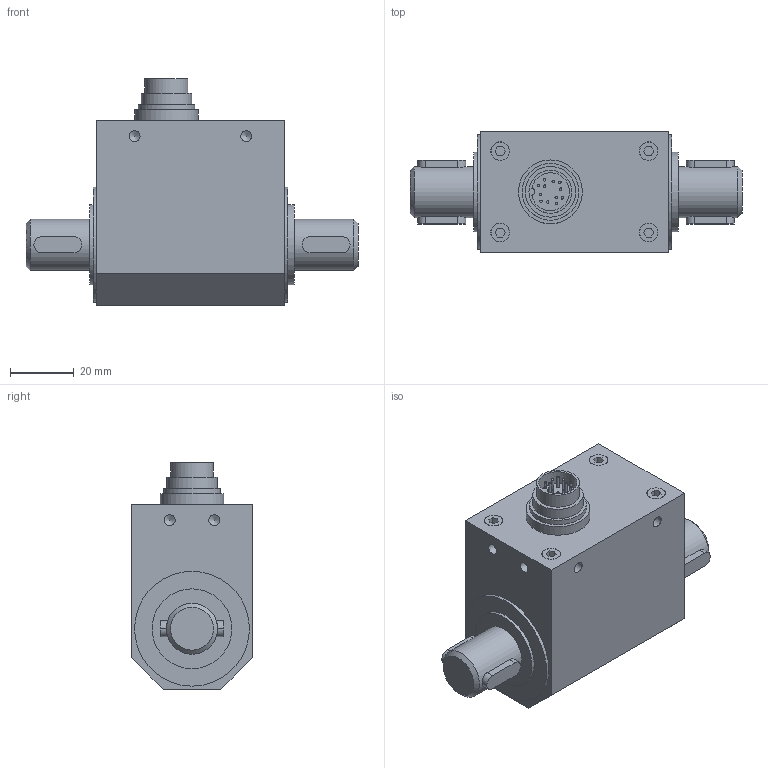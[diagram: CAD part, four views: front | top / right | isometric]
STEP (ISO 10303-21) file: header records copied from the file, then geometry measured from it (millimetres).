
FILE_DESCRIPTION((''),'2;1');
FILE_NAME('TRS605 20- 50 N-m.stp','2010-12-13T15:56:46',('thomasl'),(''),'Autodesk Inventor 2008','Autodesk Inventor 2008','');
FILE_SCHEMA(('AUTOMOTIVE_DESIGN { 1 0 10303 214 1 1 1 1 }'));
Length unit declared in the file: inch
Products named in the file (2): TRS605 20- 50 N-m; PART1
Assembly tree (1 placements, depth 2):
  TRS605 20- 50 N-m
    PART1
Bounding box: 104 x 38 x 71.03 mm (x, y, z)
Volume: 134052.8 mm3; surface area: 34168.8 mm2
Topology: 1 solids, 11 shells, 192 faces, 399 edges, 262 vertices
Faces by surface type: plane 103, cylinder 71, cone 18
Full cylindrical faces by diameter (mm): 0.762 x12, 2.896 x4, 3.422 x8, 3.505 x4, 3.556 x4, 5.74 x4, 5.842 x4, 13.462 x1, 15.875 x1, 16 x2, 17.78 x1, 19 x1, 20 x1, 25 x2, 31.975 x1, 32 x1, 35.992 x2
Entity records: 4712 total; most frequent: CARTESIAN_POINT 883, DIRECTION 818, ORIENTED_EDGE 608, AXIS2_PLACEMENT_3D 335, EDGE_LOOP 308, EDGE_CURVE 304, VERTEX_POINT 240, FACE_OUTER_BOUND 192
